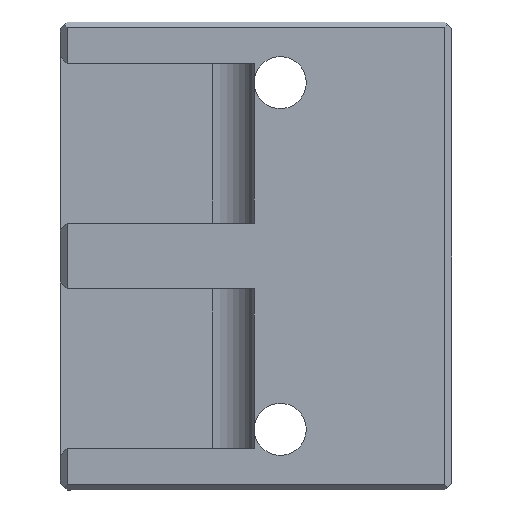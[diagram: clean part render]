
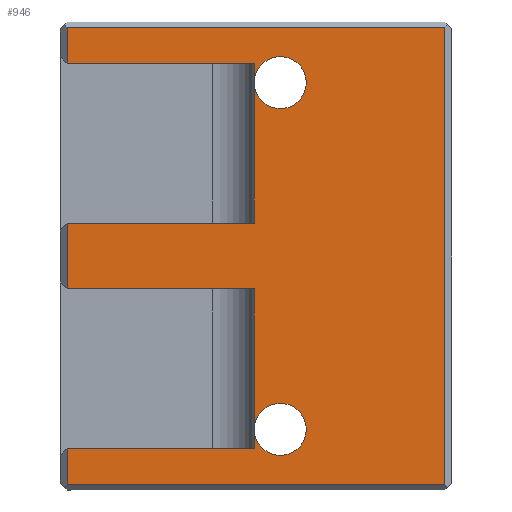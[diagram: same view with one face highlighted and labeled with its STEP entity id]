
A CAD part, front view. The second image highlights one B-rep face of the part: STEP entity #946.
In plain terms, the highlighted planar face has unit normal (0, -1, 0).
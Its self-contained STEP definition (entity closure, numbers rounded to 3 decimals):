
#34=CIRCLE('',#1013,1.5);
#35=CIRCLE('',#1014,1.5);
#58=FACE_OUTER_BOUND('',#110,.T.);
#110=EDGE_LOOP('',(#671,#672,#673,#674,#675,#676,#677,#678,#679,#680,#681,
#682,#683,#684,#685,#686));
#193=LINE('',#1403,#313);
#195=LINE('',#1407,#315);
#196=LINE('',#1409,#316);
#197=LINE('',#1411,#317);
#198=LINE('',#1414,#318);
#199=LINE('',#1416,#319);
#200=LINE('',#1418,#320);
#201=LINE('',#1420,#321);
#202=LINE('',#1422,#322);
#203=LINE('',#1426,#323);
#204=LINE('',#1428,#324);
#205=LINE('',#1430,#325);
#206=LINE('',#1432,#326);
#207=LINE('',#1433,#327);
#313=VECTOR('',#1127,10.);
#315=VECTOR('',#1131,10.);
#316=VECTOR('',#1132,10.);
#317=VECTOR('',#1133,10.);
#318=VECTOR('',#1136,10.);
#319=VECTOR('',#1137,10.);
#320=VECTOR('',#1138,10.);
#321=VECTOR('',#1139,10.);
#322=VECTOR('',#1140,10.);
#323=VECTOR('',#1143,10.);
#324=VECTOR('',#1144,10.);
#325=VECTOR('',#1145,10.);
#326=VECTOR('',#1146,10.);
#327=VECTOR('',#1147,10.);
#428=VERTEX_POINT('',#1400);
#429=VERTEX_POINT('',#1402);
#430=VERTEX_POINT('',#1406);
#431=VERTEX_POINT('',#1408);
#432=VERTEX_POINT('',#1410);
#433=VERTEX_POINT('',#1413);
#434=VERTEX_POINT('',#1415);
#435=VERTEX_POINT('',#1417);
#436=VERTEX_POINT('',#1419);
#437=VERTEX_POINT('',#1421);
#438=VERTEX_POINT('',#1423);
#439=VERTEX_POINT('',#1425);
#440=VERTEX_POINT('',#1427);
#441=VERTEX_POINT('',#1429);
#442=VERTEX_POINT('',#1431);
#521=EDGE_CURVE('',#428,#429,#193,.T.);
#523=EDGE_CURVE('',#430,#428,#195,.T.);
#524=EDGE_CURVE('',#430,#431,#196,.T.);
#525=EDGE_CURVE('',#431,#432,#197,.T.);
#526=EDGE_CURVE('',#432,#432,#34,.T.);
#527=EDGE_CURVE('',#432,#433,#198,.T.);
#528=EDGE_CURVE('',#433,#434,#199,.T.);
#529=EDGE_CURVE('',#435,#434,#200,.T.);
#530=EDGE_CURVE('',#435,#436,#201,.T.);
#531=EDGE_CURVE('',#436,#437,#202,.T.);
#532=EDGE_CURVE('',#437,#438,#35,.T.);
#533=EDGE_CURVE('',#438,#439,#203,.T.);
#534=EDGE_CURVE('',#439,#440,#204,.T.);
#535=EDGE_CURVE('',#441,#440,#205,.T.);
#536=EDGE_CURVE('',#442,#441,#206,.T.);
#537=EDGE_CURVE('',#429,#442,#207,.T.);
#671=ORIENTED_EDGE('',*,*,#521,.F.);
#672=ORIENTED_EDGE('',*,*,#523,.F.);
#673=ORIENTED_EDGE('',*,*,#524,.T.);
#674=ORIENTED_EDGE('',*,*,#525,.T.);
#675=ORIENTED_EDGE('',*,*,#526,.T.);
#676=ORIENTED_EDGE('',*,*,#527,.T.);
#677=ORIENTED_EDGE('',*,*,#528,.T.);
#678=ORIENTED_EDGE('',*,*,#529,.F.);
#679=ORIENTED_EDGE('',*,*,#530,.T.);
#680=ORIENTED_EDGE('',*,*,#531,.T.);
#681=ORIENTED_EDGE('',*,*,#532,.T.);
#682=ORIENTED_EDGE('',*,*,#533,.T.);
#683=ORIENTED_EDGE('',*,*,#534,.T.);
#684=ORIENTED_EDGE('',*,*,#535,.F.);
#685=ORIENTED_EDGE('',*,*,#536,.F.);
#686=ORIENTED_EDGE('',*,*,#537,.F.);
#904=PLANE('',#1012);
#946=ADVANCED_FACE('',(#58),#904,.T.);
#1012=AXIS2_PLACEMENT_3D('',#1405,#1129,#1130);
#1013=AXIS2_PLACEMENT_3D('',#1412,#1134,#1135);
#1014=AXIS2_PLACEMENT_3D('',#1424,#1141,#1142);
#1127=DIRECTION('',(1.,0.,0.));
#1129=DIRECTION('center_axis',(0.,-1.,0.));
#1130=DIRECTION('ref_axis',(1.,0.,0.));
#1131=DIRECTION('',(0.,0.,1.));
#1132=DIRECTION('',(1.,0.,0.));
#1133=DIRECTION('',(0.,0.,-1.));
#1134=DIRECTION('center_axis',(0.,1.,0.));
#1135=DIRECTION('ref_axis',(1.,0.,0.));
#1136=DIRECTION('',(0.,0.,-1.));
#1137=DIRECTION('',(-1.,0.,0.));
#1138=DIRECTION('',(0.,0.,1.));
#1139=DIRECTION('',(1.,0.,0.));
#1140=DIRECTION('',(0.,0.,-1.));
#1141=DIRECTION('center_axis',(0.,1.,0.));
#1142=DIRECTION('ref_axis',(1.,0.,0.));
#1143=DIRECTION('',(0.,0.,-1.));
#1144=DIRECTION('',(-1.,0.,0.));
#1145=DIRECTION('',(0.,0.,1.));
#1146=DIRECTION('',(-1.,0.,0.));
#1147=DIRECTION('',(0.,0.,-1.));
#1400=CARTESIAN_POINT('',(-22.3,74.499,13.2));
#1402=CARTESIAN_POINT('',(-0.5,74.499,13.2));
#1403=CARTESIAN_POINT('',(-17.025,74.499,13.2));
#1405=CARTESIAN_POINT('Origin',(-22.7,74.499,-13.5));
#1406=CARTESIAN_POINT('',(-22.3,74.499,11.1));
#1407=CARTESIAN_POINT('',(-22.3,74.499,-13.5));
#1408=CARTESIAN_POINT('',(-11.5,74.499,11.1));
#1409=CARTESIAN_POINT('',(-21.1,74.499,11.1));
#1410=CARTESIAN_POINT('',(-11.5,74.499,10.));
#1411=CARTESIAN_POINT('',(-11.5,74.499,-3.5));
#1412=CARTESIAN_POINT('Origin',(-10.,74.499,10.));
#1413=CARTESIAN_POINT('',(-11.5,74.499,1.9));
#1414=CARTESIAN_POINT('',(-11.5,74.499,-3.5));
#1415=CARTESIAN_POINT('',(-22.3,74.499,1.9));
#1416=CARTESIAN_POINT('',(-18.3,74.499,1.9));
#1417=CARTESIAN_POINT('',(-22.3,74.499,-1.9));
#1418=CARTESIAN_POINT('',(-22.3,74.499,-13.5));
#1419=CARTESIAN_POINT('',(-11.5,74.499,-1.9));
#1420=CARTESIAN_POINT('',(-18.3,74.499,-1.9));
#1421=CARTESIAN_POINT('',(-11.5,74.499,-9.998));
#1422=CARTESIAN_POINT('',(-11.5,74.499,-10.));
#1423=CARTESIAN_POINT('',(-11.5,74.499,-10.002));
#1424=CARTESIAN_POINT('Origin',(-10.,74.499,-10.));
#1425=CARTESIAN_POINT('',(-11.5,74.499,-11.1));
#1426=CARTESIAN_POINT('',(-11.5,74.499,-10.));
#1427=CARTESIAN_POINT('',(-22.3,74.499,-11.1));
#1428=CARTESIAN_POINT('',(-21.1,74.499,-11.1));
#1429=CARTESIAN_POINT('',(-22.3,74.499,-13.2));
#1430=CARTESIAN_POINT('',(-22.3,74.499,-13.5));
#1431=CARTESIAN_POINT('',(-0.5,74.499,-13.2));
#1432=CARTESIAN_POINT('',(-17.025,74.499,-13.2));
#1433=CARTESIAN_POINT('',(-0.5,74.499,-13.5));
